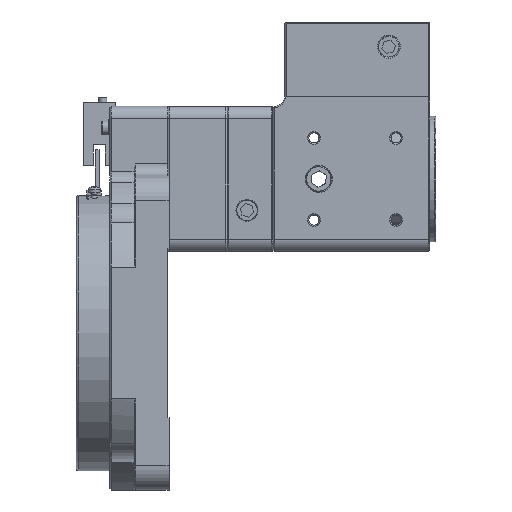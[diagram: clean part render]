
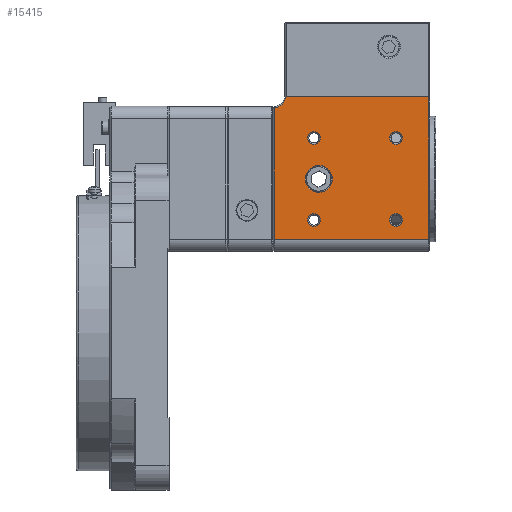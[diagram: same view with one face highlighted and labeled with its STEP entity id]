
A CAD part, left-side view. The second image highlights one B-rep face of the part: STEP entity #15415.
In plain terms, the highlighted planar face has unit normal (-1, 0, 0).
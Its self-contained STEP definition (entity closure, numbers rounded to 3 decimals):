
#95 = DIRECTION ( 'NONE',  ( 0., 0., -1. ) ) ;
#234 = AXIS2_PLACEMENT_3D ( 'NONE', #4459, #9984, #15527 ) ;
#427 = DIRECTION ( 'NONE',  ( 0., -1., 0. ) ) ;
#679 = DIRECTION ( 'NONE',  ( 0., 0., -1. ) ) ;
#796 = FACE_OUTER_BOUND ( 'NONE', #9662, .T. ) ;
#850 = EDGE_LOOP ( 'NONE', ( #2670 ) ) ;
#1020 = EDGE_LOOP ( 'NONE', ( #7721 ) ) ;
#1049 = VERTEX_POINT ( 'NONE', #6574 ) ;
#1436 = CIRCLE ( 'NONE', #11570, 2.6 ) ;
#1511 = ORIENTED_EDGE ( 'NONE', *, *, #4451, .T. ) ;
#1938 = CIRCLE ( 'NONE', #12055, 5.6 ) ;
#2152 = FACE_BOUND ( 'NONE', #14185, .T. ) ;
#2161 = EDGE_CURVE ( 'NONE', #7046, #7046, #1436, .T. ) ;
#2494 = ORIENTED_EDGE ( 'NONE', *, *, #10078, .T. ) ;
#2670 = ORIENTED_EDGE ( 'NONE', *, *, #6426, .T. ) ;
#2813 = VECTOR ( 'NONE', #3535, 1000. ) ;
#3053 = LINE ( 'NONE', #8580, #16467 ) ;
#3151 = LINE ( 'NONE', #12848, #3633 ) ;
#3410 = CIRCLE ( 'NONE', #13535, 2.6 ) ;
#3535 = DIRECTION ( 'NONE',  ( 0., 0., 1. ) ) ;
#3633 = VECTOR ( 'NONE', #679, 1000. ) ;
#3813 = DIRECTION ( 'NONE',  ( 1., 0., 0. ) ) ;
#4021 = CARTESIAN_POINT ( 'NONE',  ( -30., -94.5, 46.8 ) ) ;
#4081 = CARTESIAN_POINT ( 'NONE',  ( -30., -94.5, 78.2 ) ) ;
#4093 = EDGE_CURVE ( 'NONE', #11576, #11576, #1938, .T. ) ;
#4358 = AXIS2_PLACEMENT_3D ( 'NONE', #11848, #17395, #4969 ) ;
#4451 = EDGE_CURVE ( 'NONE', #13641, #16556, #10415, .T. ) ;
#4459 = CARTESIAN_POINT ( 'NONE',  ( -30., -94.5, 80.8 ) ) ;
#4540 = CARTESIAN_POINT ( 'NONE',  ( -30., -60.5, 46.8 ) ) ;
#4969 = DIRECTION ( 'NONE',  ( 0., 0., -1. ) ) ;
#5164 = CIRCLE ( 'NONE', #15301, 5.5 ) ;
#5555 = ORIENTED_EDGE ( 'NONE', *, *, #4093, .T. ) ;
#5665 = EDGE_CURVE ( 'NONE', #8645, #11124, #3151, .T. ) ;
#5970 = ORIENTED_EDGE ( 'NONE', *, *, #5665, .T. ) ;
#6275 = CARTESIAN_POINT ( 'NONE',  ( -30., -43.601, 98.8 ) ) ;
#6314 = CARTESIAN_POINT ( 'NONE',  ( -30., -44., 38.8 ) ) ;
#6319 = PLANE ( 'NONE',  #4358 ) ;
#6426 = EDGE_CURVE ( 'NONE', #1049, #1049, #6830, .T. ) ;
#6574 = CARTESIAN_POINT ( 'NONE',  ( -30., -60.5, 44.2 ) ) ;
#6830 = CIRCLE ( 'NONE', #16981, 2.6 ) ;
#6976 = CARTESIAN_POINT ( 'NONE',  ( -30., -60.5, 80.8 ) ) ;
#7046 = VERTEX_POINT ( 'NONE', #12577 ) ;
#7078 = CARTESIAN_POINT ( 'NONE',  ( -30., -108., 97.8 ) ) ;
#7301 = LINE ( 'NONE', #12830, #8445 ) ;
#7382 = VERTEX_POINT ( 'NONE', #12911 ) ;
#7670 = FACE_BOUND ( 'NONE', #1020, .T. ) ;
#7721 = ORIENTED_EDGE ( 'NONE', *, *, #13336, .T. ) ;
#8027 = CIRCLE ( 'NONE', #234, 2.6 ) ;
#8213 = ORIENTED_EDGE ( 'NONE', *, *, #2161, .T. ) ;
#8445 = VECTOR ( 'NONE', #427, 1000. ) ;
#8580 = CARTESIAN_POINT ( 'NONE',  ( -30., -48.5, 38.8 ) ) ;
#8596 = EDGE_LOOP ( 'NONE', ( #5555 ) ) ;
#8645 = VERTEX_POINT ( 'NONE', #14553 ) ;
#8713 = VERTEX_POINT ( 'NONE', #17456 ) ;
#8780 = CARTESIAN_POINT ( 'NONE',  ( -30., -108., 38.8 ) ) ;
#9038 = FACE_BOUND ( 'NONE', #8596, .T. ) ;
#9343 = DIRECTION ( 'NONE',  ( 0., 0., -1. ) ) ;
#9554 = DIRECTION ( 'NONE',  ( 1., 0., 0. ) ) ;
#9662 = EDGE_LOOP ( 'NONE', ( #10807, #1511, #13452, #14913, #5970 ) ) ;
#9984 = DIRECTION ( 'NONE',  ( 1., 0., 0. ) ) ;
#10061 = DIRECTION ( 'NONE',  ( 1., 0., 0. ) ) ;
#10078 = EDGE_CURVE ( 'NONE', #7382, #7382, #3410, .T. ) ;
#10372 = EDGE_CURVE ( 'NONE', #8713, #8645, #5164, .T. ) ;
#10415 = LINE ( 'NONE', #15965, #2813 ) ;
#10807 = ORIENTED_EDGE ( 'NONE', *, *, #10984, .T. ) ;
#10903 = EDGE_LOOP ( 'NONE', ( #8213 ) ) ;
#10984 = EDGE_CURVE ( 'NONE', #11124, #13641, #3053, .T. ) ;
#11124 = VERTEX_POINT ( 'NONE', #6314 ) ;
#11570 = AXIS2_PLACEMENT_3D ( 'NONE', #6976, #12505, #95 ) ;
#11576 = VERTEX_POINT ( 'NONE', #17122 ) ;
#11808 = DIRECTION ( 'NONE',  ( 1., 0., 0. ) ) ;
#11848 = CARTESIAN_POINT ( 'NONE',  ( -30., -48.5, 38.8 ) ) ;
#12055 = AXIS2_PLACEMENT_3D ( 'NONE', #16253, #3813, #9343 ) ;
#12505 = DIRECTION ( 'NONE',  ( 1., 0., 0. ) ) ;
#12577 = CARTESIAN_POINT ( 'NONE',  ( -30., -60.5, 78.2 ) ) ;
#12830 = CARTESIAN_POINT ( 'NONE',  ( -30., -48.5, 97.8 ) ) ;
#12848 = CARTESIAN_POINT ( 'NONE',  ( -30., -44., 38.8 ) ) ;
#12911 = CARTESIAN_POINT ( 'NONE',  ( -30., -94.5, 44.2 ) ) ;
#13206 = FACE_BOUND ( 'NONE', #10903, .T. ) ;
#13336 = EDGE_CURVE ( 'NONE', #16513, #16513, #8027, .T. ) ;
#13452 = ORIENTED_EDGE ( 'NONE', *, *, #16966, .F. ) ;
#13535 = AXIS2_PLACEMENT_3D ( 'NONE', #4021, #9554, #15096 ) ;
#13641 = VERTEX_POINT ( 'NONE', #8780 ) ;
#14124 = DIRECTION ( 'NONE',  ( 0., -1., 0. ) ) ;
#14185 = EDGE_LOOP ( 'NONE', ( #2494 ) ) ;
#14553 = CARTESIAN_POINT ( 'NONE',  ( -30., -44., 93.314 ) ) ;
#14578 = FACE_BOUND ( 'NONE', #850, .T. ) ;
#14913 = ORIENTED_EDGE ( 'NONE', *, *, #10372, .T. ) ;
#15096 = DIRECTION ( 'NONE',  ( 0., 0., -1. ) ) ;
#15301 = AXIS2_PLACEMENT_3D ( 'NONE', #6275, #11808, #17350 ) ;
#15415 = ADVANCED_FACE ( 'NONE', ( #9038, #14578, #2152, #7670, #13206, #796 ), #6319, .F. ) ;
#15527 = DIRECTION ( 'NONE',  ( 0., 0., -1. ) ) ;
#15609 = DIRECTION ( 'NONE',  ( 0., 0., -1. ) ) ;
#15965 = CARTESIAN_POINT ( 'NONE',  ( -30., -108., 38.8 ) ) ;
#16253 = CARTESIAN_POINT ( 'NONE',  ( -30., -62.5, 63.8 ) ) ;
#16467 = VECTOR ( 'NONE', #14124, 1000. ) ;
#16513 = VERTEX_POINT ( 'NONE', #4081 ) ;
#16556 = VERTEX_POINT ( 'NONE', #7078 ) ;
#16966 = EDGE_CURVE ( 'NONE', #8713, #16556, #7301, .T. ) ;
#16981 = AXIS2_PLACEMENT_3D ( 'NONE', #4540, #10061, #15609 ) ;
#17122 = CARTESIAN_POINT ( 'NONE',  ( -30., -62.5, 58.2 ) ) ;
#17350 = DIRECTION ( 'NONE',  ( 0., 0., -1. ) ) ;
#17395 = DIRECTION ( 'NONE',  ( 1., 0., 0. ) ) ;
#17456 = CARTESIAN_POINT ( 'NONE',  ( -30., -49.009, 97.8 ) ) ;
